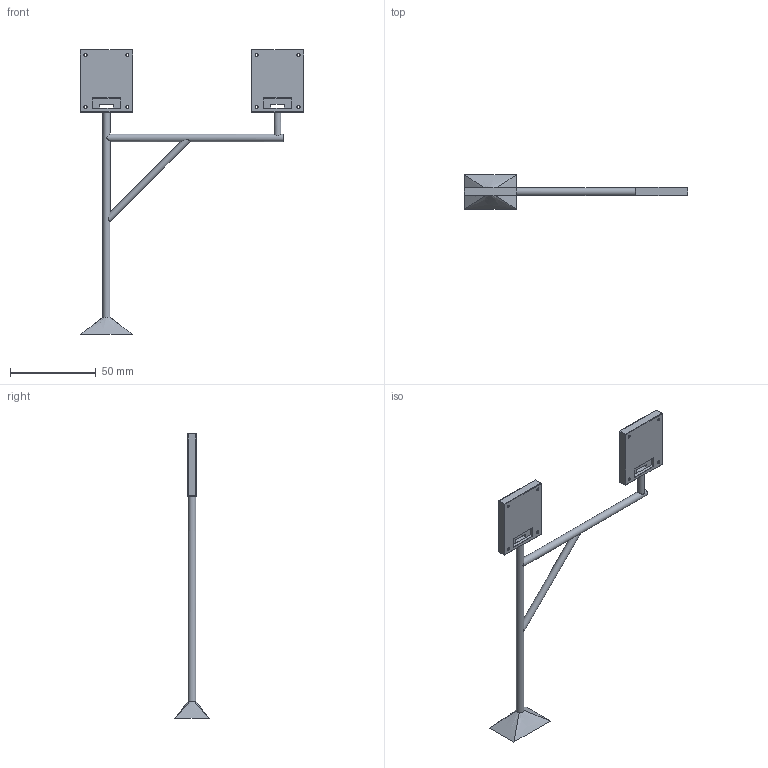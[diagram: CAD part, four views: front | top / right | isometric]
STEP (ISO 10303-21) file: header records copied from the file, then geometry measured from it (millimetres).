
FILE_DESCRIPTION(/* description */ ('','CAx-IF Rec.Pracs.---Representation and Presentation of Product Manufacturing Information (PMI)---4.0---2014-10-13'),/* implementation_level */ '2;1');
FILE_NAME(/* name */ 'Traffic Light Stand with 2 Lights v9.step',/* time_stamp */ '2025-03-06T21:47:06-05:00',/* author */ (''),/* organization */ (''),/* preprocessor_version */ 'ST-DEVELOPER v20',/* originating_system */ 'Autodesk Translation Framework v13.20.0.188',/* authorisation */ '');
FILE_SCHEMA (('AP242_MANAGED_MODEL_BASED_3D_ENGINEERING_MIM_LF { 1 0 10303 442 1 1 4 }'));
Length unit declared in the file: millimetre
Products named in the file (1): Traffic Light Stand with 2 Lights
Bounding box: 130.5 x 20 x 166.5 mm (x, y, z)
Volume: 17410.7 mm3; surface area: 11564 mm2
Topology: 1 solids, 1 shells, 152 faces, 343 edges, 198 vertices
Faces by surface type: cylinder 66, plane 34, torus 31, sphere 16, bspline 5
Full cylindrical faces by diameter (mm): 1.623 x8, 4 x2, 4.5 x2
Entity records: 4545 total; most frequent: CARTESIAN_POINT 992, DIRECTION 808, ORIENTED_EDGE 684, EDGE_CURVE 342, AXIS2_PLACEMENT_3D 330, VERTEX_POINT 198, EDGE_LOOP 180, CIRCLE 172
